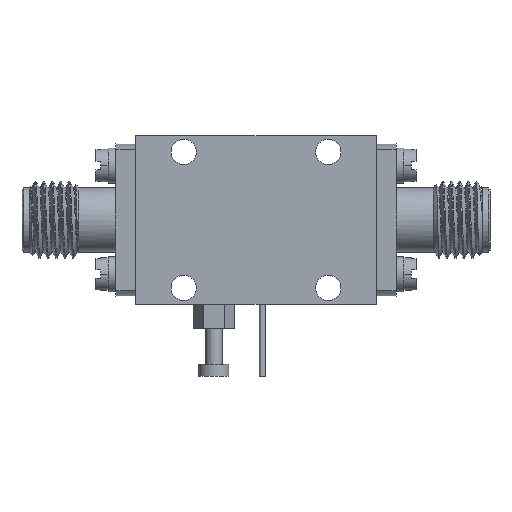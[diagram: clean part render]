
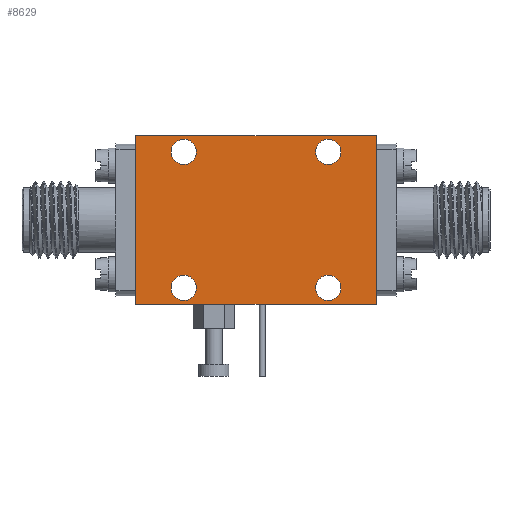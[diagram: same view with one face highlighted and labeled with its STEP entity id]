
A CAD part, front view. The second image highlights one B-rep face of the part: STEP entity #8629.
In plain terms, the highlighted planar face has unit normal (0, -1, 0).
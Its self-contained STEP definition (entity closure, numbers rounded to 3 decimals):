
#12 = CARTESIAN_POINT ( 'NONE',  ( -6., 0., -5.65 ) ) ;
#101 = CARTESIAN_POINT ( 'NONE',  ( -6., 0., -5.65 ) ) ;
#967 = LINE ( 'NONE', #19615, #1976 ) ;
#1531 = DIRECTION ( 'NONE',  ( 0., 0., 1. ) ) ;
#1569 = ORIENTED_EDGE ( 'NONE', *, *, #8072, .T. ) ;
#1746 = FACE_BOUND ( 'NONE', #9827, .T. ) ;
#1759 = ORIENTED_EDGE ( 'NONE', *, *, #2103, .F. ) ;
#1855 = LINE ( 'NONE', #5496, #12069 ) ;
#1976 = VECTOR ( 'NONE', #7568, 1000. ) ;
#2085 = DIRECTION ( 'NONE',  ( 0., 0., -1. ) ) ;
#2103 = EDGE_CURVE ( 'NONE', #6914, #2473, #967, .T. ) ;
#2256 = EDGE_LOOP ( 'NONE', ( #3950, #21309 ) ) ;
#2258 = DIRECTION ( 'NONE',  ( 0., 0., 1. ) ) ;
#2473 = VERTEX_POINT ( 'NONE', #18413 ) ;
#2608 = ORIENTED_EDGE ( 'NONE', *, *, #13905, .T. ) ;
#2639 = EDGE_CURVE ( 'NONE', #18012, #2473, #22156, .T. ) ;
#2835 = ORIENTED_EDGE ( 'NONE', *, *, #16361, .T. ) ;
#2945 = AXIS2_PLACEMENT_3D ( 'NONE', #10883, #4293, #2258 ) ;
#3237 = DIRECTION ( 'NONE',  ( 0., 1., 0. ) ) ;
#3950 = ORIENTED_EDGE ( 'NONE', *, *, #21794, .T. ) ;
#3959 = ORIENTED_EDGE ( 'NONE', *, *, #2639, .T. ) ;
#4212 = AXIS2_PLACEMENT_3D ( 'NONE', #6537, #13819, #15062 ) ;
#4293 = DIRECTION ( 'NONE',  ( 0., 1., 0. ) ) ;
#4630 = CARTESIAN_POINT ( 'NONE',  ( -10., 0., -7. ) ) ;
#4847 = AXIS2_PLACEMENT_3D ( 'NONE', #12, #12189, #13891 ) ;
#4869 = VERTEX_POINT ( 'NONE', #9313 ) ;
#4923 = EDGE_LOOP ( 'NONE', ( #6360, #13587 ) ) ;
#4941 = AXIS2_PLACEMENT_3D ( 'NONE', #11988, #20614, #1531 ) ;
#5116 = VECTOR ( 'NONE', #8829, 1000. ) ;
#5496 = CARTESIAN_POINT ( 'NONE',  ( -10., 0., -7. ) ) ;
#5597 = DIRECTION ( 'NONE',  ( 0., 0., 1. ) ) ;
#5610 = VERTEX_POINT ( 'NONE', #18665 ) ;
#5640 = ORIENTED_EDGE ( 'NONE', *, *, #8493, .T. ) ;
#5727 = FACE_BOUND ( 'NONE', #17992, .T. ) ;
#5849 = VECTOR ( 'NONE', #19087, 1000. ) ;
#6360 = ORIENTED_EDGE ( 'NONE', *, *, #9551, .T. ) ;
#6423 = CARTESIAN_POINT ( 'NONE',  ( 6., 0., 5.65 ) ) ;
#6537 = CARTESIAN_POINT ( 'NONE',  ( -6., 0., 5.65 ) ) ;
#6610 = AXIS2_PLACEMENT_3D ( 'NONE', #12429, #12654, #2085 ) ;
#6648 = CIRCLE ( 'NONE', #18622, 1.05 ) ;
#6914 = VERTEX_POINT ( 'NONE', #8413 ) ;
#7071 = DIRECTION ( 'NONE',  ( 0., 1., 0. ) ) ;
#7465 = AXIS2_PLACEMENT_3D ( 'NONE', #14237, #21157, #5597 ) ;
#7568 = DIRECTION ( 'NONE',  ( 1., 0., 0. ) ) ;
#7819 = CIRCLE ( 'NONE', #21958, 1.05 ) ;
#8072 = EDGE_CURVE ( 'NONE', #4869, #13947, #17481, .T. ) ;
#8258 = EDGE_CURVE ( 'NONE', #20661, #6914, #15759, .T. ) ;
#8413 = CARTESIAN_POINT ( 'NONE',  ( -10., 0., 7. ) ) ;
#8493 = EDGE_CURVE ( 'NONE', #20661, #18012, #1855, .T. ) ;
#8629 = ADVANCED_FACE ( 'NONE', ( #1746, #8689, #5727, #14251, #17671 ), #21620, .T. ) ;
#8670 = CARTESIAN_POINT ( 'NONE',  ( -6., 0., 5.65 ) ) ;
#8689 = FACE_BOUND ( 'NONE', #2256, .T. ) ;
#8829 = DIRECTION ( 'NONE',  ( 0., 0., 1. ) ) ;
#8835 = CARTESIAN_POINT ( 'NONE',  ( -6., 0., 6.7 ) ) ;
#9313 = CARTESIAN_POINT ( 'NONE',  ( 6., 0., -4.6 ) ) ;
#9551 = EDGE_CURVE ( 'NONE', #18960, #15325, #6648, .T. ) ;
#9827 = EDGE_LOOP ( 'NONE', ( #2835, #15389 ) ) ;
#10006 = DIRECTION ( 'NONE',  ( 0., 1., 0. ) ) ;
#10124 = EDGE_CURVE ( 'NONE', #5610, #13669, #14655, .T. ) ;
#10387 = DIRECTION ( 'NONE',  ( 1., 0., 0. ) ) ;
#10438 = CARTESIAN_POINT ( 'NONE',  ( 6., 0., 6.7 ) ) ;
#10593 = CARTESIAN_POINT ( 'NONE',  ( -6., 0., 4.6 ) ) ;
#10883 = CARTESIAN_POINT ( 'NONE',  ( 6., 0., -5.65 ) ) ;
#11240 = AXIS2_PLACEMENT_3D ( 'NONE', #101, #10006, #13761 ) ;
#11452 = CIRCLE ( 'NONE', #7465, 1.05 ) ;
#11988 = CARTESIAN_POINT ( 'NONE',  ( 6., 0., 5.65 ) ) ;
#12069 = VECTOR ( 'NONE', #10387, 1000. ) ;
#12189 = DIRECTION ( 'NONE',  ( 0., 1., 0. ) ) ;
#12429 = CARTESIAN_POINT ( 'NONE',  ( 0., 0., 0. ) ) ;
#12654 = DIRECTION ( 'NONE',  ( 0., -1., 0. ) ) ;
#12760 = EDGE_CURVE ( 'NONE', #17638, #20865, #7819, .T. ) ;
#13129 = DIRECTION ( 'NONE',  ( 0., 0., 1. ) ) ;
#13587 = ORIENTED_EDGE ( 'NONE', *, *, #16376, .T. ) ;
#13617 = CARTESIAN_POINT ( 'NONE',  ( 6., 0., -6.7 ) ) ;
#13669 = VERTEX_POINT ( 'NONE', #15154 ) ;
#13761 = DIRECTION ( 'NONE',  ( 0., 0., 1. ) ) ;
#13819 = DIRECTION ( 'NONE',  ( 0., 1., 0. ) ) ;
#13891 = DIRECTION ( 'NONE',  ( 0., 0., 1. ) ) ;
#13905 = EDGE_CURVE ( 'NONE', #13947, #4869, #11452, .T. ) ;
#13947 = VERTEX_POINT ( 'NONE', #13617 ) ;
#14010 = DIRECTION ( 'NONE',  ( 0., 0., 1. ) ) ;
#14057 = CARTESIAN_POINT ( 'NONE',  ( -10., 0., -7. ) ) ;
#14160 = CIRCLE ( 'NONE', #11240, 1.05 ) ;
#14237 = CARTESIAN_POINT ( 'NONE',  ( 6., 0., -5.65 ) ) ;
#14251 = FACE_BOUND ( 'NONE', #4923, .T. ) ;
#14655 = CIRCLE ( 'NONE', #4847, 1.05 ) ;
#15062 = DIRECTION ( 'NONE',  ( 0., 0., 1. ) ) ;
#15112 = CARTESIAN_POINT ( 'NONE',  ( 10., 0., -7. ) ) ;
#15154 = CARTESIAN_POINT ( 'NONE',  ( -6., 0., -4.6 ) ) ;
#15325 = VERTEX_POINT ( 'NONE', #22331 ) ;
#15389 = ORIENTED_EDGE ( 'NONE', *, *, #12760, .T. ) ;
#15759 = LINE ( 'NONE', #14057, #5116 ) ;
#16361 = EDGE_CURVE ( 'NONE', #20865, #17638, #20908, .T. ) ;
#16376 = EDGE_CURVE ( 'NONE', #15325, #18960, #16918, .T. ) ;
#16918 = CIRCLE ( 'NONE', #4941, 1.05 ) ;
#17481 = CIRCLE ( 'NONE', #2945, 1.05 ) ;
#17638 = VERTEX_POINT ( 'NONE', #10593 ) ;
#17671 = FACE_OUTER_BOUND ( 'NONE', #21471, .T. ) ;
#17992 = EDGE_LOOP ( 'NONE', ( #1569, #2608 ) ) ;
#18012 = VERTEX_POINT ( 'NONE', #19523 ) ;
#18230 = ORIENTED_EDGE ( 'NONE', *, *, #8258, .F. ) ;
#18413 = CARTESIAN_POINT ( 'NONE',  ( 10., 0., 7. ) ) ;
#18622 = AXIS2_PLACEMENT_3D ( 'NONE', #6423, #3237, #13129 ) ;
#18665 = CARTESIAN_POINT ( 'NONE',  ( -6., 0., -6.7 ) ) ;
#18960 = VERTEX_POINT ( 'NONE', #10438 ) ;
#19087 = DIRECTION ( 'NONE',  ( 0., 0., 1. ) ) ;
#19523 = CARTESIAN_POINT ( 'NONE',  ( 10., 0., -7. ) ) ;
#19615 = CARTESIAN_POINT ( 'NONE',  ( -10., 0., 7. ) ) ;
#20614 = DIRECTION ( 'NONE',  ( 0., 1., 0. ) ) ;
#20661 = VERTEX_POINT ( 'NONE', #4630 ) ;
#20865 = VERTEX_POINT ( 'NONE', #8835 ) ;
#20908 = CIRCLE ( 'NONE', #4212, 1.05 ) ;
#21157 = DIRECTION ( 'NONE',  ( 0., 1., 0. ) ) ;
#21309 = ORIENTED_EDGE ( 'NONE', *, *, #10124, .T. ) ;
#21471 = EDGE_LOOP ( 'NONE', ( #5640, #3959, #1759, #18230 ) ) ;
#21620 = PLANE ( 'NONE',  #6610 ) ;
#21794 = EDGE_CURVE ( 'NONE', #13669, #5610, #14160, .T. ) ;
#21958 = AXIS2_PLACEMENT_3D ( 'NONE', #8670, #7071, #14010 ) ;
#22156 = LINE ( 'NONE', #15112, #5849 ) ;
#22331 = CARTESIAN_POINT ( 'NONE',  ( 6., 0., 4.6 ) ) ;
